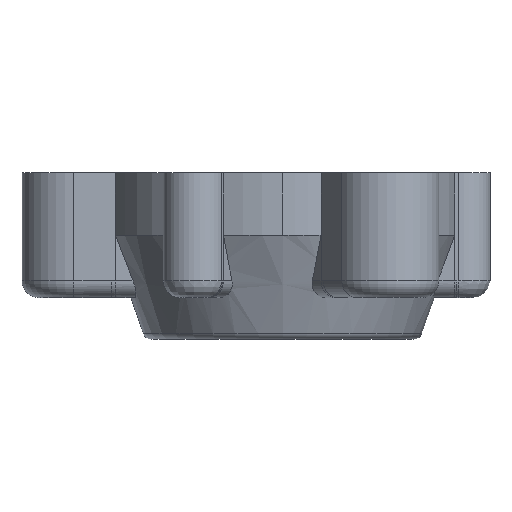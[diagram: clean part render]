
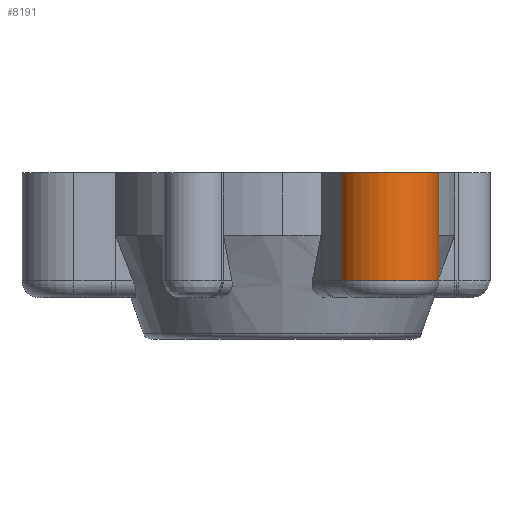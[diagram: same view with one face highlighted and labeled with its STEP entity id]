
A CAD part, left-side view. The second image highlights one B-rep face of the part: STEP entity #8191.
In plain terms, the highlighted cylindrical face has radius 6.25 mm (diameter 12.5 mm), a partial arc.
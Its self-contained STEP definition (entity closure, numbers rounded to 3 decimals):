
#2413 = PLANE('',#2414);
#2414 = AXIS2_PLACEMENT_3D('',#2415,#2416,#2417);
#2415 = CARTESIAN_POINT('',(-40.532,-4.638,89.288));
#2416 = DIRECTION('',(0.5,-0.866,0.));
#2417 = DIRECTION('',(-0.866,-0.5,0.));
#3068 = PLANE('',#3069);
#3069 = AXIS2_PLACEMENT_3D('',#3070,#3071,#3072);
#3070 = CARTESIAN_POINT('',(-34.282,-15.463,89.288));
#3071 = DIRECTION('',(0.5,-0.866,0.));
#3072 = DIRECTION('',(-0.866,-0.5,0.));
#5024 = VERTEX_POINT('',#5025);
#5025 = CARTESIAN_POINT('',(-44.863,-7.138,104.288));
#5039 = PLANE('',#5040);
#5040 = AXIS2_PLACEMENT_3D('',#5041,#5042,#5043);
#5041 = CARTESIAN_POINT('',(-20.,0.,104.288));
#5042 = DIRECTION('',(0.,0.,1.));
#5043 = DIRECTION('',(1.,0.,0.));
#5051 = EDGE_CURVE('',#5052,#5024,#5054,.T.);
#5052 = VERTEX_POINT('',#5053);
#5053 = CARTESIAN_POINT('',(-44.863,-7.138,91.288));
#5054 = SURFACE_CURVE('',#5055,(#5059,#5066),.PCURVE_S1.);
#5055 = LINE('',#5056,#5057);
#5056 = CARTESIAN_POINT('',(-44.863,-7.138,89.288));
#5057 = VECTOR('',#5058,1.);
#5058 = DIRECTION('',(0.,0.,1.));
#5059 = PCURVE('',#2413,#5060);
#5060 = DEFINITIONAL_REPRESENTATION('',(#5061),#5065);
#5061 = LINE('',#5062,#5063);
#5062 = CARTESIAN_POINT('',(5.,0.));
#5063 = VECTOR('',#5064,1.);
#5064 = DIRECTION('',(0.,-1.));
#5065 = ( GEOMETRIC_REPRESENTATION_CONTEXT(2) 
PARAMETRIC_REPRESENTATION_CONTEXT() REPRESENTATION_CONTEXT('2D SPACE',''
  ) );
#5066 = PCURVE('',#5067,#5072);
#5067 = CYLINDRICAL_SURFACE('',#5068,6.25);
#5068 = AXIS2_PLACEMENT_3D('',#5069,#5070,#5071);
#5069 = CARTESIAN_POINT('',(-41.738,-12.55,89.288));
#5070 = DIRECTION('',(-0.,-0.,-1.));
#5071 = DIRECTION('',(1.,0.,0.));
#5072 = DEFINITIONAL_REPRESENTATION('',(#5073),#5077);
#5073 = LINE('',#5074,#5075);
#5074 = CARTESIAN_POINT('',(-2.094,0.));
#5075 = VECTOR('',#5076,1.);
#5076 = DIRECTION('',(-0.,-1.));
#5077 = ( GEOMETRIC_REPRESENTATION_CONTEXT(2) 
PARAMETRIC_REPRESENTATION_CONTEXT() REPRESENTATION_CONTEXT('2D SPACE',''
  ) );
#5763 = TOROIDAL_SURFACE('',#5764,4.25,2.);
#5764 = AXIS2_PLACEMENT_3D('',#5765,#5766,#5767);
#5765 = CARTESIAN_POINT('',(-41.738,-12.55,91.288));
#5766 = DIRECTION('',(-0.,-0.,-1.));
#5767 = DIRECTION('',(0.5,-0.866,0.));
#6097 = VERTEX_POINT('',#6098);
#6098 = CARTESIAN_POINT('',(-38.613,-17.963,104.288));
#6119 = EDGE_CURVE('',#6120,#6097,#6122,.T.);
#6120 = VERTEX_POINT('',#6121);
#6121 = CARTESIAN_POINT('',(-38.613,-17.963,91.288));
#6122 = SURFACE_CURVE('',#6123,(#6127,#6134),.PCURVE_S1.);
#6123 = LINE('',#6124,#6125);
#6124 = CARTESIAN_POINT('',(-38.613,-17.963,89.288));
#6125 = VECTOR('',#6126,1.);
#6126 = DIRECTION('',(0.,0.,1.));
#6127 = PCURVE('',#3068,#6128);
#6128 = DEFINITIONAL_REPRESENTATION('',(#6129),#6133);
#6129 = LINE('',#6130,#6131);
#6130 = CARTESIAN_POINT('',(5.,0.));
#6131 = VECTOR('',#6132,1.);
#6132 = DIRECTION('',(0.,-1.));
#6133 = ( GEOMETRIC_REPRESENTATION_CONTEXT(2) 
PARAMETRIC_REPRESENTATION_CONTEXT() REPRESENTATION_CONTEXT('2D SPACE',''
  ) );
#6134 = PCURVE('',#5067,#6135);
#6135 = DEFINITIONAL_REPRESENTATION('',(#6136),#6140);
#6136 = LINE('',#6137,#6138);
#6137 = CARTESIAN_POINT('',(-5.236,0.));
#6138 = VECTOR('',#6139,1.);
#6139 = DIRECTION('',(-0.,-1.));
#6140 = ( GEOMETRIC_REPRESENTATION_CONTEXT(2) 
PARAMETRIC_REPRESENTATION_CONTEXT() REPRESENTATION_CONTEXT('2D SPACE',''
  ) );
#8143 = EDGE_CURVE('',#5024,#6097,#8144,.T.);
#8144 = SURFACE_CURVE('',#8145,(#8150,#8157),.PCURVE_S1.);
#8145 = CIRCLE('',#8146,6.25);
#8146 = AXIS2_PLACEMENT_3D('',#8147,#8148,#8149);
#8147 = CARTESIAN_POINT('',(-41.738,-12.55,104.288));
#8148 = DIRECTION('',(0.,0.,1.));
#8149 = DIRECTION('',(1.,0.,0.));
#8150 = PCURVE('',#5039,#8151);
#8151 = DEFINITIONAL_REPRESENTATION('',(#8152),#8156);
#8152 = CIRCLE('',#8153,6.25);
#8153 = AXIS2_PLACEMENT_2D('',#8154,#8155);
#8154 = CARTESIAN_POINT('',(-21.738,-12.55));
#8155 = DIRECTION('',(1.,0.));
#8156 = ( GEOMETRIC_REPRESENTATION_CONTEXT(2) 
PARAMETRIC_REPRESENTATION_CONTEXT() REPRESENTATION_CONTEXT('2D SPACE',''
  ) );
#8157 = PCURVE('',#5067,#8158);
#8158 = DEFINITIONAL_REPRESENTATION('',(#8159),#8163);
#8159 = LINE('',#8160,#8161);
#8160 = CARTESIAN_POINT('',(-0.,-15.));
#8161 = VECTOR('',#8162,1.);
#8162 = DIRECTION('',(-1.,0.));
#8163 = ( GEOMETRIC_REPRESENTATION_CONTEXT(2) 
PARAMETRIC_REPRESENTATION_CONTEXT() REPRESENTATION_CONTEXT('2D SPACE',''
  ) );
#8191 = ADVANCED_FACE('',(#8192),#5067,.T.);
#8192 = FACE_BOUND('',#8193,.F.);
#8193 = EDGE_LOOP('',(#8194,#8195,#8196,#8197));
#8194 = ORIENTED_EDGE('',*,*,#5051,.T.);
#8195 = ORIENTED_EDGE('',*,*,#8143,.T.);
#8196 = ORIENTED_EDGE('',*,*,#6119,.F.);
#8197 = ORIENTED_EDGE('',*,*,#8198,.T.);
#8198 = EDGE_CURVE('',#6120,#5052,#8199,.T.);
#8199 = SURFACE_CURVE('',#8200,(#8205,#8212),.PCURVE_S1.);
#8200 = CIRCLE('',#8201,6.25);
#8201 = AXIS2_PLACEMENT_3D('',#8202,#8203,#8204);
#8202 = CARTESIAN_POINT('',(-41.738,-12.55,91.288));
#8203 = DIRECTION('',(0.,-0.,-1.));
#8204 = DIRECTION('',(0.5,-0.866,0.));
#8205 = PCURVE('',#5067,#8206);
#8206 = DEFINITIONAL_REPRESENTATION('',(#8207),#8211);
#8207 = LINE('',#8208,#8209);
#8208 = CARTESIAN_POINT('',(-5.236,-2.));
#8209 = VECTOR('',#8210,1.);
#8210 = DIRECTION('',(1.,-0.));
#8211 = ( GEOMETRIC_REPRESENTATION_CONTEXT(2) 
PARAMETRIC_REPRESENTATION_CONTEXT() REPRESENTATION_CONTEXT('2D SPACE',''
  ) );
#8212 = PCURVE('',#5763,#8213);
#8213 = DEFINITIONAL_REPRESENTATION('',(#8214),#8218);
#8214 = LINE('',#8215,#8216);
#8215 = CARTESIAN_POINT('',(0.,0.));
#8216 = VECTOR('',#8217,1.);
#8217 = DIRECTION('',(1.,0.));
#8218 = ( GEOMETRIC_REPRESENTATION_CONTEXT(2) 
PARAMETRIC_REPRESENTATION_CONTEXT() REPRESENTATION_CONTEXT('2D SPACE',''
  ) );
